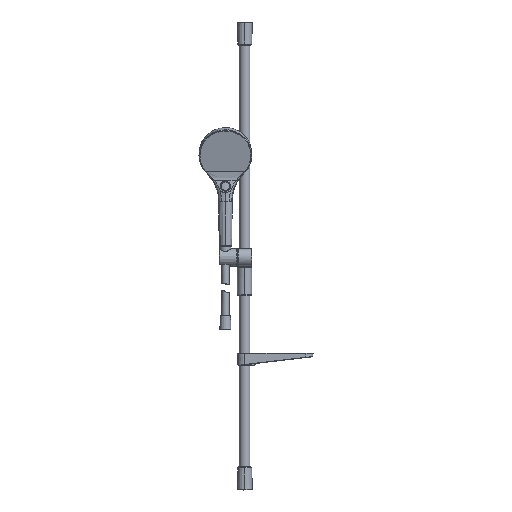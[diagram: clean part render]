
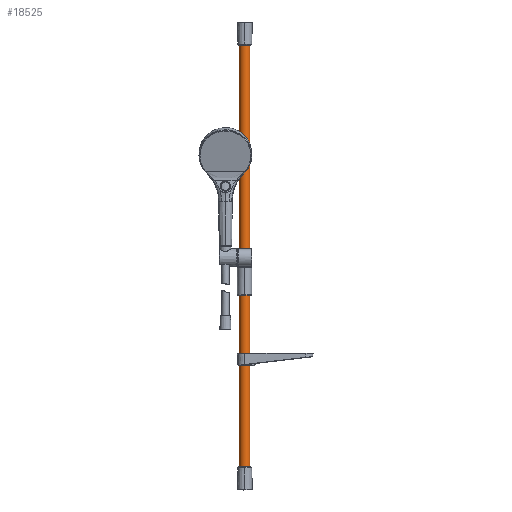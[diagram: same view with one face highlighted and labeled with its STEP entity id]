
A CAD part, top view. The second image highlights one B-rep face of the part: STEP entity #18525.
In plain terms, the highlighted cylindrical face has radius 10.95 mm (diameter 21.9 mm), a partial arc.
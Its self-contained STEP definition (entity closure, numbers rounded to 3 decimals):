
#1104 = AXIS2_PLACEMENT_3D ( 'NONE', #1253, #32647, #16922 ) ;
#1253 = CARTESIAN_POINT ( 'NONE',  ( 0., -416.3, 0. ) ) ;
#2560 = FACE_OUTER_BOUND ( 'NONE', #22271, .T. ) ;
#2898 = LINE ( 'NONE', #12804, #5791 ) ;
#4314 = CARTESIAN_POINT ( 'NONE',  ( -10.95, 548.7, 0. ) ) ;
#4360 = CARTESIAN_POINT ( 'NONE',  ( 10.95, 548.7, 0. ) ) ;
#5201 = ORIENTED_EDGE ( 'NONE', *, *, #28490, .T. ) ;
#5700 = DIRECTION ( 'NONE',  ( 0., -1., 0. ) ) ;
#5791 = VECTOR ( 'NONE', #31293, 1000. ) ;
#6601 = EDGE_CURVE ( 'NONE', #13101, #13513, #33781, .T. ) ;
#8817 = CARTESIAN_POINT ( 'NONE',  ( 0., 783.7, 0. ) ) ;
#9616 = DIRECTION ( 'NONE',  ( -1., 0., 0. ) ) ;
#9724 = VECTOR ( 'NONE', #5700, 1000. ) ;
#10006 = DIRECTION ( 'NONE',  ( 0., 0., -1. ) ) ;
#10947 = VERTEX_POINT ( 'NONE', #4314 ) ;
#11310 = EDGE_CURVE ( 'NONE', #10947, #13101, #28269, .T. ) ;
#11666 = VERTEX_POINT ( 'NONE', #4360 ) ;
#12168 = CARTESIAN_POINT ( 'NONE',  ( 10.95, -416.3, 0. ) ) ;
#12237 = DIRECTION ( 'NONE',  ( 0., -1., 0. ) ) ;
#12804 = CARTESIAN_POINT ( 'NONE',  ( 10.95, 783.7, 0. ) ) ;
#13101 = VERTEX_POINT ( 'NONE', #29730 ) ;
#13341 = ORIENTED_EDGE ( 'NONE', *, *, #22123, .F. ) ;
#13513 = VERTEX_POINT ( 'NONE', #12168 ) ;
#14915 = CYLINDRICAL_SURFACE ( 'NONE', #16719, 10.95 ) ;
#16719 = AXIS2_PLACEMENT_3D ( 'NONE', #8817, #12237, #9616 ) ;
#16922 = DIRECTION ( 'NONE',  ( 0., 0., 1. ) ) ;
#18525 = ADVANCED_FACE ( 'NONE', ( #2560 ), #14915, .T. ) ;
#19029 = AXIS2_PLACEMENT_3D ( 'NONE', #20140, #23227, #10006 ) ;
#20140 = CARTESIAN_POINT ( 'NONE',  ( 0., 548.7, 0. ) ) ;
#21548 = ORIENTED_EDGE ( 'NONE', *, *, #11310, .T. ) ;
#22123 = EDGE_CURVE ( 'NONE', #11666, #13513, #2898, .T. ) ;
#22271 = EDGE_LOOP ( 'NONE', ( #13341, #5201, #21548, #22716 ) ) ;
#22716 = ORIENTED_EDGE ( 'NONE', *, *, #6601, .T. ) ;
#23227 = DIRECTION ( 'NONE',  ( 0., -1., 0. ) ) ;
#26415 = CARTESIAN_POINT ( 'NONE',  ( -10.95, 783.7, 0. ) ) ;
#27619 = CIRCLE ( 'NONE', #19029, 10.95 ) ;
#28269 = LINE ( 'NONE', #26415, #9724 ) ;
#28490 = EDGE_CURVE ( 'NONE', #11666, #10947, #27619, .T. ) ;
#29730 = CARTESIAN_POINT ( 'NONE',  ( -10.95, -416.3, 0. ) ) ;
#31293 = DIRECTION ( 'NONE',  ( 0., -1., 0. ) ) ;
#32647 = DIRECTION ( 'NONE',  ( 0., 1., 0. ) ) ;
#33781 = CIRCLE ( 'NONE', #1104, 10.95 ) ;
